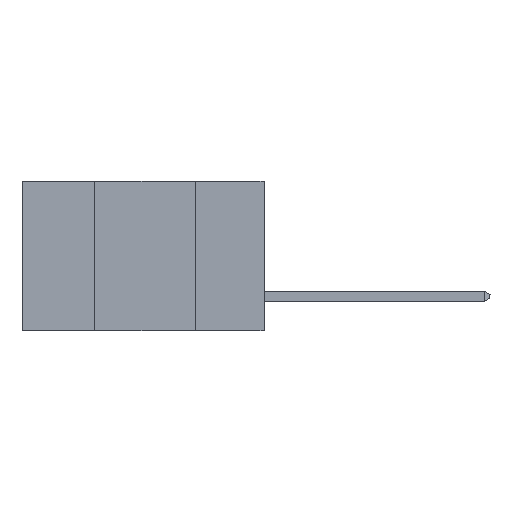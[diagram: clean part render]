
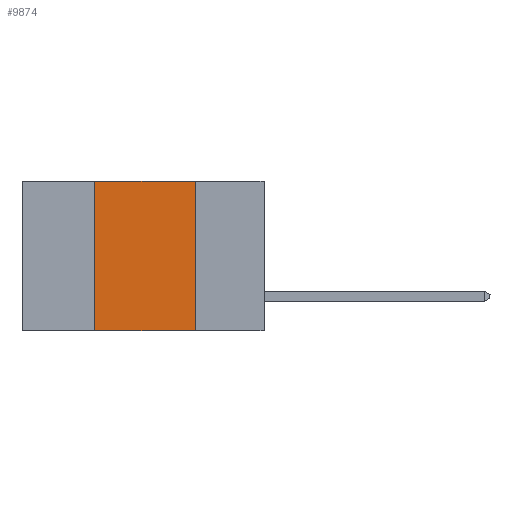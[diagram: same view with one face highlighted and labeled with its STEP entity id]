
A CAD part, left-side view. The second image highlights one B-rep face of the part: STEP entity #9874.
In plain terms, the highlighted planar face has unit normal (-1, 0, 0).
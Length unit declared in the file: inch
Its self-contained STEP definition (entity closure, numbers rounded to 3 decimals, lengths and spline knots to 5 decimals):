
#607 = VERTEX_POINT ( 'NONE', #12392 ) ;
#955 = EDGE_CURVE ( 'NONE', #607, #12617, #5763, .T. ) ;
#1424 = CARTESIAN_POINT ( 'NONE',  ( 0., 0.17, -0.37 ) ) ;
#1737 = DIRECTION ( 'NONE',  ( 0., -1., 0. ) ) ;
#1757 = PLANE ( 'NONE',  #6636 ) ;
#1975 = EDGE_LOOP ( 'NONE', ( #7585, #7801, #12995, #5605 ) ) ;
#2019 = VECTOR ( 'NONE', #13260, 39.37008 ) ;
#2157 = DIRECTION ( 'NONE',  ( 0., 0., 1. ) ) ;
#2832 = VECTOR ( 'NONE', #1737, 39.37008 ) ;
#2922 = LINE ( 'NONE', #9202, #4656 ) ;
#4202 = LINE ( 'NONE', #8542, #10430 ) ;
#4656 = VECTOR ( 'NONE', #11610, 39.37008 ) ;
#5306 = VERTEX_POINT ( 'NONE', #6902 ) ;
#5605 = ORIENTED_EDGE ( 'NONE', *, *, #10312, .T. ) ;
#5763 = LINE ( 'NONE', #7018, #2019 ) ;
#6636 = AXIS2_PLACEMENT_3D ( 'NONE', #13422, #11307, #7031 ) ;
#6887 = FACE_OUTER_BOUND ( 'NONE', #1975, .T. ) ;
#6902 = CARTESIAN_POINT ( 'NONE',  ( 0., 0.42, -0.37 ) ) ;
#7018 = CARTESIAN_POINT ( 'NONE',  ( 0., 0.6, 0. ) ) ;
#7031 = DIRECTION ( 'NONE',  ( 0., 0., -1. ) ) ;
#7585 = ORIENTED_EDGE ( 'NONE', *, *, #12244, .F. ) ;
#7801 = ORIENTED_EDGE ( 'NONE', *, *, #955, .F. ) ;
#8542 = CARTESIAN_POINT ( 'NONE',  ( 0., 0.42, -0.37 ) ) ;
#9202 = CARTESIAN_POINT ( 'NONE',  ( 0., 0.17, -0.37 ) ) ;
#9874 = ADVANCED_FACE ( 'NONE', ( #6887 ), #1757, .F. ) ;
#10312 = EDGE_CURVE ( 'NONE', #5306, #10831, #13256, .T. ) ;
#10430 = VECTOR ( 'NONE', #2157, 39.37008 ) ;
#10485 = CARTESIAN_POINT ( 'NONE',  ( 0., 0.17, 0. ) ) ;
#10831 = VERTEX_POINT ( 'NONE', #1424 ) ;
#11287 = CARTESIAN_POINT ( 'NONE',  ( 0., 0.6, -0.37 ) ) ;
#11307 = DIRECTION ( 'NONE',  ( 1., 0., 0. ) ) ;
#11610 = DIRECTION ( 'NONE',  ( 0., 0., -1. ) ) ;
#12244 = EDGE_CURVE ( 'NONE', #12617, #10831, #2922, .T. ) ;
#12392 = CARTESIAN_POINT ( 'NONE',  ( 0., 0.42, 0. ) ) ;
#12617 = VERTEX_POINT ( 'NONE', #10485 ) ;
#12995 = ORIENTED_EDGE ( 'NONE', *, *, #13031, .F. ) ;
#13031 = EDGE_CURVE ( 'NONE', #5306, #607, #4202, .T. ) ;
#13256 = LINE ( 'NONE', #11287, #2832 ) ;
#13260 = DIRECTION ( 'NONE',  ( 0., -1., 0. ) ) ;
#13422 = CARTESIAN_POINT ( 'NONE',  ( 0., 0.6, 0. ) ) ;
